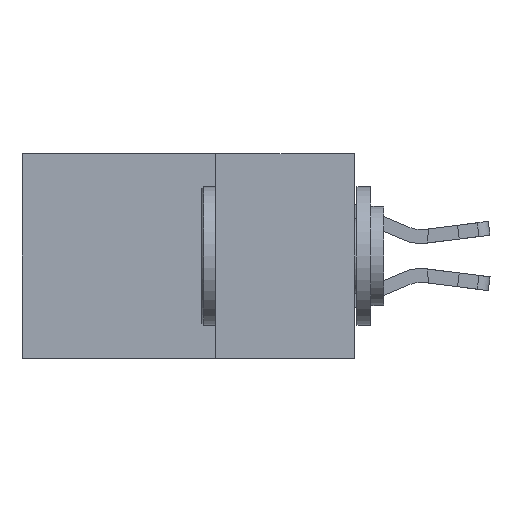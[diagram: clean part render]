
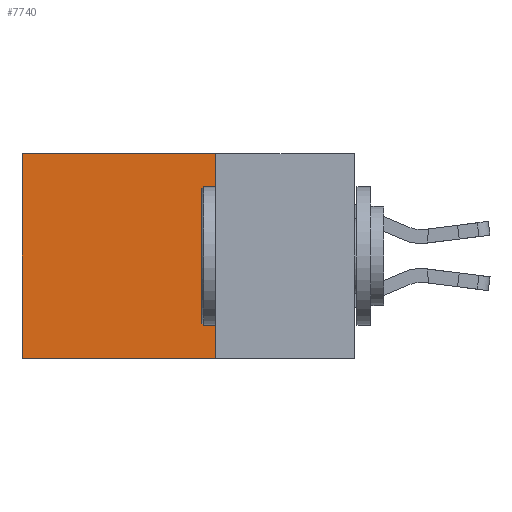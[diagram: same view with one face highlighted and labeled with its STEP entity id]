
A CAD part, left-side view. The second image highlights one B-rep face of the part: STEP entity #7740.
In plain terms, the highlighted planar face has unit normal (-1, 0, 0).
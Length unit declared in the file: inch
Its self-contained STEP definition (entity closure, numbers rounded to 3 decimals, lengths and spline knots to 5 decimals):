
#326 = FACE_OUTER_BOUND ( 'NONE', #6847, .T. ) ;
#447 = VERTEX_POINT ( 'NONE', #12650 ) ;
#632 = AXIS2_PLACEMENT_3D ( 'NONE', #8916, #13031, #17477 ) ;
#2609 = CARTESIAN_POINT ( 'NONE',  ( 0.298, 0.6, 0. ) ) ;
#3011 = ORIENTED_EDGE ( 'NONE', *, *, #17740, .T. ) ;
#3427 = VECTOR ( 'NONE', #15625, 39.37008 ) ;
#5504 = EDGE_CURVE ( 'NONE', #11545, #6852, #6969, .T. ) ;
#5510 = VECTOR ( 'NONE', #10779, 39.37008 ) ;
#6089 = DIRECTION ( 'NONE',  ( 0., 1., 0. ) ) ;
#6753 = ORIENTED_EDGE ( 'NONE', *, *, #16993, .F. ) ;
#6847 = EDGE_LOOP ( 'NONE', ( #17334, #16960, #6753, #3011 ) ) ;
#6852 = VERTEX_POINT ( 'NONE', #15051 ) ;
#6969 = LINE ( 'NONE', #2609, #18262 ) ;
#7740 = ADVANCED_FACE ( 'NONE', ( #326 ), #17421, .F. ) ;
#8456 = LINE ( 'NONE', #15055, #5510 ) ;
#8498 = CARTESIAN_POINT ( 'NONE',  ( 0.298, 0.25, 0. ) ) ;
#8916 = CARTESIAN_POINT ( 'NONE',  ( 0.298, 0.25, 0. ) ) ;
#9129 = CARTESIAN_POINT ( 'NONE',  ( 0.298, 0.25, -0.37 ) ) ;
#9802 = VECTOR ( 'NONE', #6089, 39.37008 ) ;
#10078 = DIRECTION ( 'NONE',  ( 0., 0., -1. ) ) ;
#10324 = CARTESIAN_POINT ( 'NONE',  ( 0.298, 0.25, 0. ) ) ;
#10458 = CARTESIAN_POINT ( 'NONE',  ( 0.298, 0.6, 0. ) ) ;
#10779 = DIRECTION ( 'NONE',  ( 0., 0., -1. ) ) ;
#11545 = VERTEX_POINT ( 'NONE', #10458 ) ;
#11651 = LINE ( 'NONE', #9129, #9802 ) ;
#12650 = CARTESIAN_POINT ( 'NONE',  ( 0.298, 0.25, -0.37 ) ) ;
#13031 = DIRECTION ( 'NONE',  ( 1., 0., 0. ) ) ;
#14920 = VERTEX_POINT ( 'NONE', #10324 ) ;
#15051 = CARTESIAN_POINT ( 'NONE',  ( 0.298, 0.6, -0.37 ) ) ;
#15055 = CARTESIAN_POINT ( 'NONE',  ( 0.298, 0.25, 0. ) ) ;
#15625 = DIRECTION ( 'NONE',  ( 0., 1., 0. ) ) ;
#15710 = EDGE_CURVE ( 'NONE', #447, #6852, #11651, .T. ) ;
#16960 = ORIENTED_EDGE ( 'NONE', *, *, #15710, .F. ) ;
#16993 = EDGE_CURVE ( 'NONE', #14920, #447, #8456, .T. ) ;
#17334 = ORIENTED_EDGE ( 'NONE', *, *, #5504, .T. ) ;
#17421 = PLANE ( 'NONE',  #632 ) ;
#17477 = DIRECTION ( 'NONE',  ( 0., 0., -1. ) ) ;
#17711 = LINE ( 'NONE', #8498, #3427 ) ;
#17740 = EDGE_CURVE ( 'NONE', #14920, #11545, #17711, .T. ) ;
#18262 = VECTOR ( 'NONE', #10078, 39.37008 ) ;
